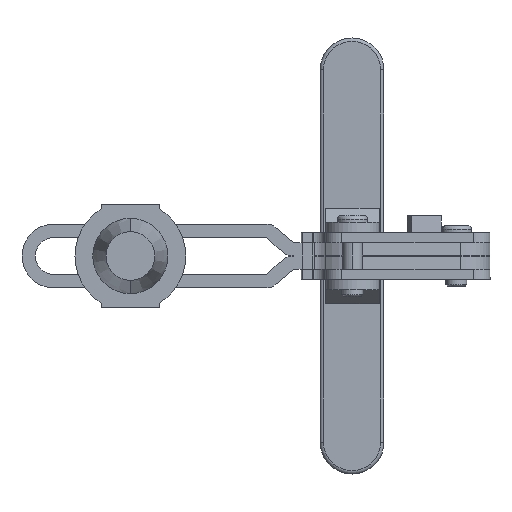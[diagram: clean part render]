
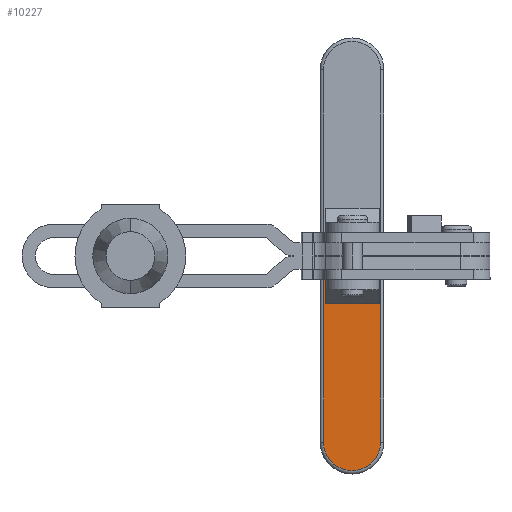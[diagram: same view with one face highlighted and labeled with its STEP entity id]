
A CAD part, front view. The second image highlights one B-rep face of the part: STEP entity #10227.
In plain terms, the highlighted planar face has unit normal (0.001, -1, 0).
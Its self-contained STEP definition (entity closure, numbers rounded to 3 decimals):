
#353 = EDGE_CURVE ( 'NONE', #3345, #10923, #5723, .T. ) ;
#754 = LINE ( 'NONE', #966, #5350 ) ;
#826 = VECTOR ( 'NONE', #9382, 1000. ) ;
#966 = CARTESIAN_POINT ( 'NONE',  ( -50.613, 137.988, -5.5 ) ) ;
#1059 = DIRECTION ( 'NONE',  ( -1., -0.001, 0. ) ) ;
#1424 = CARTESIAN_POINT ( 'NONE',  ( -31.613, 138.007, -55.5 ) ) ;
#1499 = VERTEX_POINT ( 'NONE', #8536 ) ;
#2085 = CARTESIAN_POINT ( 'NONE',  ( -49.613, 137.989, -5.5 ) ) ;
#2277 = PLANE ( 'NONE',  #11459 ) ;
#2316 = DIRECTION ( 'NONE',  ( -1., -0.001, 0. ) ) ;
#3345 = VERTEX_POINT ( 'NONE', #7141 ) ;
#4282 = CARTESIAN_POINT ( 'NONE',  ( -32.613, 138.006, -5.5 ) ) ;
#4533 = DIRECTION ( 'NONE',  ( -1., -0.001, 0. ) ) ;
#4903 = EDGE_CURVE ( 'NONE', #1499, #3345, #8321, .T. ) ;
#4908 = VERTEX_POINT ( 'NONE', #2085 ) ;
#5350 = VECTOR ( 'NONE', #1059, 1000. ) ;
#5389 = VECTOR ( 'NONE', #9707, 1000. ) ;
#5723 = LINE ( 'NONE', #7656, #826 ) ;
#6340 = DIRECTION ( 'NONE',  ( 0.001, -1., 0. ) ) ;
#7061 = ORIENTED_EDGE ( 'NONE', *, *, #8766, .T. ) ;
#7085 = ORIENTED_EDGE ( 'NONE', *, *, #353, .T. ) ;
#7141 = CARTESIAN_POINT ( 'NONE',  ( -32.613, 138.006, -55.5 ) ) ;
#7208 = ORIENTED_EDGE ( 'NONE', *, *, #7453, .T. ) ;
#7266 = ORIENTED_EDGE ( 'NONE', *, *, #4903, .T. ) ;
#7453 = EDGE_CURVE ( 'NONE', #4908, #1499, #9005, .T. ) ;
#7656 = CARTESIAN_POINT ( 'NONE',  ( -32.613, 138.006, -4.5 ) ) ;
#7950 = DIRECTION ( 'NONE',  ( -0.001, 1., 0. ) ) ;
#7961 = AXIS2_PLACEMENT_3D ( 'NONE', #8290, #6340, #4533 ) ;
#8290 = CARTESIAN_POINT ( 'NONE',  ( -41.113, 137.998, -55.5 ) ) ;
#8321 = CIRCLE ( 'NONE', #7961, 8.5 ) ;
#8536 = CARTESIAN_POINT ( 'NONE',  ( -49.613, 137.989, -55.5 ) ) ;
#8766 = EDGE_CURVE ( 'NONE', #10923, #4908, #754, .T. ) ;
#9005 = LINE ( 'NONE', #9728, #5389 ) ;
#9382 = DIRECTION ( 'NONE',  ( 0., 0., 1. ) ) ;
#9707 = DIRECTION ( 'NONE',  ( 0., 0., -1. ) ) ;
#9728 = CARTESIAN_POINT ( 'NONE',  ( -49.613, 137.989, -55.5 ) ) ;
#9805 = FACE_OUTER_BOUND ( 'NONE', #12182, .T. ) ;
#10227 = ADVANCED_FACE ( 'NONE', ( #9805 ), #2277, .F. ) ;
#10923 = VERTEX_POINT ( 'NONE', #4282 ) ;
#11459 = AXIS2_PLACEMENT_3D ( 'NONE', #1424, #7950, #2316 ) ;
#12182 = EDGE_LOOP ( 'NONE', ( #7085, #7061, #7208, #7266 ) ) ;
